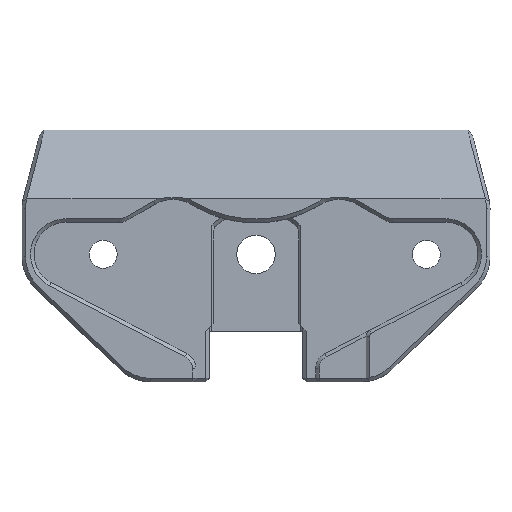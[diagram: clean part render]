
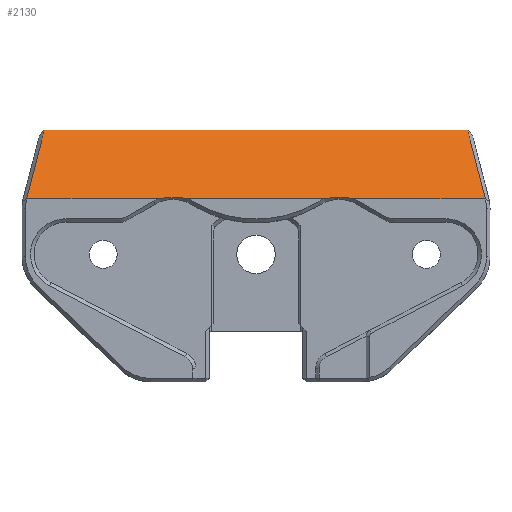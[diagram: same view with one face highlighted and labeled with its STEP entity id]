
A CAD part, top view. The second image highlights one B-rep face of the part: STEP entity #2130.
In plain terms, the highlighted planar face has unit normal (0, 0.705, 0.71).
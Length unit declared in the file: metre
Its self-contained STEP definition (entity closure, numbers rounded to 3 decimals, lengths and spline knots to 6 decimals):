
#42=ELLIPSE('',#2310,0.838097,0.071333);
#43=ELLIPSE('',#2311,0.341733,0.029086);
#44=ELLIPSE('',#2312,0.341733,0.029086);
#45=ELLIPSE('',#2313,0.838097,0.071333);
#336=ORIENTED_EDGE('',*,*,#789,.T.);
#337=ORIENTED_EDGE('',*,*,#934,.T.);
#338=ORIENTED_EDGE('',*,*,#878,.T.);
#339=ORIENTED_EDGE('',*,*,#935,.T.);
#340=ORIENTED_EDGE('',*,*,#936,.T.);
#341=ORIENTED_EDGE('',*,*,#937,.T.);
#342=ORIENTED_EDGE('',*,*,#938,.T.);
#343=ORIENTED_EDGE('',*,*,#939,.T.);
#344=ORIENTED_EDGE('',*,*,#805,.T.);
#345=ORIENTED_EDGE('',*,*,#940,.T.);
#789=EDGE_CURVE('',#1104,#1105,#1295,.T.);
#805=EDGE_CURVE('',#1121,#1120,#1305,.T.);
#878=EDGE_CURVE('',#1185,#1184,#1356,.T.);
#934=EDGE_CURVE('',#1105,#1185,#42,.T.);
#935=EDGE_CURVE('',#1184,#1225,#43,.F.);
#936=EDGE_CURVE('',#1225,#1226,#1402,.T.);
#937=EDGE_CURVE('',#1226,#1227,#1403,.F.);
#938=EDGE_CURVE('',#1227,#1228,#1404,.T.);
#939=EDGE_CURVE('',#1228,#1121,#44,.F.);
#940=EDGE_CURVE('',#1120,#1104,#45,.T.);
#1104=VERTEX_POINT('',#3106);
#1105=VERTEX_POINT('',#3107);
#1120=VERTEX_POINT('',#3139);
#1121=VERTEX_POINT('',#3141);
#1184=VERTEX_POINT('',#3298);
#1185=VERTEX_POINT('',#3300);
#1225=VERTEX_POINT('',#3415);
#1226=VERTEX_POINT('',#3417);
#1227=VERTEX_POINT('',#3419);
#1228=VERTEX_POINT('',#3421);
#1295=LINE('',#3105,#1512);
#1305=LINE('',#3140,#1522);
#1356=LINE('',#3299,#1573);
#1402=LINE('',#3416,#1619);
#1403=LINE('',#3418,#1620);
#1404=LINE('',#3420,#1621);
#1512=VECTOR('',#2462,1.);
#1522=VECTOR('',#2488,1.);
#1573=VECTOR('',#2603,1.);
#1619=VECTOR('',#2701,1.);
#1620=VECTOR('',#2702,1.);
#1621=VECTOR('',#2703,1.);
#1761=EDGE_LOOP('',(#336,#337,#338,#339,#340,#341,#342,#343,#344,#345));
#1905=FACE_BOUND('',#1761,.T.);
#2045=PLANE('',#2309);
#2130=ADVANCED_FACE('',(#1905),#2045,.F.);
#2309=AXIS2_PLACEMENT_3D('',#3412,#2695,#2696);
#2310=AXIS2_PLACEMENT_3D('',#3413,#2697,#2698);
#2311=AXIS2_PLACEMENT_3D('',#3414,#2699,#2700);
#2312=AXIS2_PLACEMENT_3D('',#3422,#2704,#2705);
#2313=AXIS2_PLACEMENT_3D('',#3423,#2706,#2707);
#2462=DIRECTION('',(1.,0.,0.));
#2488=DIRECTION('',(1.,0.,0.));
#2603=DIRECTION('',(1.,0.,0.));
#2695=DIRECTION('',(0.,-0.705,-0.71));
#2696=DIRECTION('',(0.,-0.71,0.705));
#2697=DIRECTION('',(0.,-0.705,-0.71));
#2698=DIRECTION('',(0.,-0.71,0.705));
#2699=DIRECTION('',(0.,-0.705,-0.71));
#2700=DIRECTION('',(0.,0.71,-0.705));
#2701=DIRECTION('',(-0.181,0.698,-0.693));
#2702=DIRECTION('',(1.,0.,0.));
#2703=DIRECTION('',(-0.181,-0.698,0.693));
#2704=DIRECTION('',(0.,-0.705,-0.71));
#2705=DIRECTION('',(0.,0.71,-0.705));
#2706=DIRECTION('',(0.,-0.705,-0.71));
#2707=DIRECTION('',(0.,-0.71,0.705));
#3105=CARTESIAN_POINT('',(0.01013,0.006335,0.0082));
#3106=CARTESIAN_POINT('',(-0.00773,0.006335,0.0082));
#3107=CARTESIAN_POINT('',(0.00773,0.006335,0.0082));
#3139=CARTESIAN_POINT('',(-0.01127,0.006335,0.0082));
#3140=CARTESIAN_POINT('',(-0.01013,0.006335,0.0082));
#3141=CARTESIAN_POINT('',(-0.026255,0.006335,0.0082));
#3298=CARTESIAN_POINT('',(0.026255,0.006335,0.0082));
#3299=CARTESIAN_POINT('',(0.01013,0.006335,0.0082));
#3300=CARTESIAN_POINT('',(0.01127,0.006335,0.0082));
#3412=CARTESIAN_POINT('',(0.01013,0.010629,0.003937));
#3413=CARTESIAN_POINT('',(0.0095,-0.588249,0.598492));
#3414=CARTESIAN_POINT('',(0.021793,0.24598,-0.229715));
#3415=CARTESIAN_POINT('',(0.02626,0.006341,0.008194));
#3416=CARTESIAN_POINT('',(0.024219,0.014234,0.000358));
#3417=CARTESIAN_POINT('',(0.024218,0.014238,0.000354));
#3418=CARTESIAN_POINT('',(0.000043,0.014238,0.000354));
#3419=CARTESIAN_POINT('',(-0.024218,0.014238,0.000354));
#3420=CARTESIAN_POINT('',(-0.026241,0.006416,0.00812));
#3421=CARTESIAN_POINT('',(-0.02626,0.006341,0.008194));
#3422=CARTESIAN_POINT('',(-0.021793,0.24598,-0.229715));
#3423=CARTESIAN_POINT('',(-0.0095,-0.588249,0.598492));
